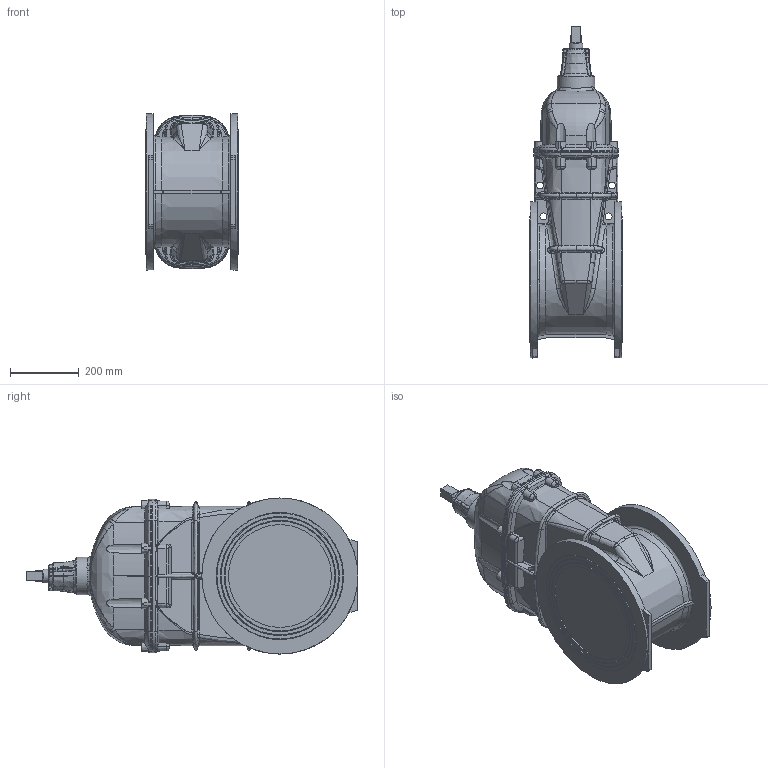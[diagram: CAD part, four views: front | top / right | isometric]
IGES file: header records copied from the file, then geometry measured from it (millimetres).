
Start section: SolidWorks IGES file using analytic representation for surfaces
Global section: file name: O_06_30_DN300_AA1_igs.igs; native system: SolidWorks 2012; preprocessor: SolidWorks 2012; author: pbm; date: 160518.111902; units: millimetre
Bounding box: 270 x 967.5 x 455 mm (x, y, z)
Surface area: 1399911.6 mm2 (no closed solid volume)
Topology: 0 solids, 0 shells, 864 faces, 4478 edges, 4413 vertices
Faces by surface type: bspline 461, revolution 403
